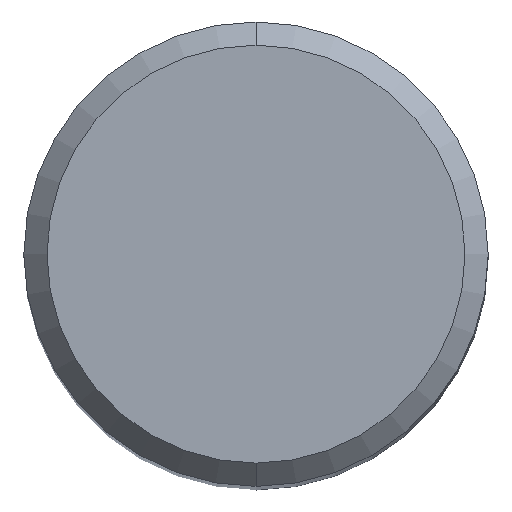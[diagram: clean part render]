
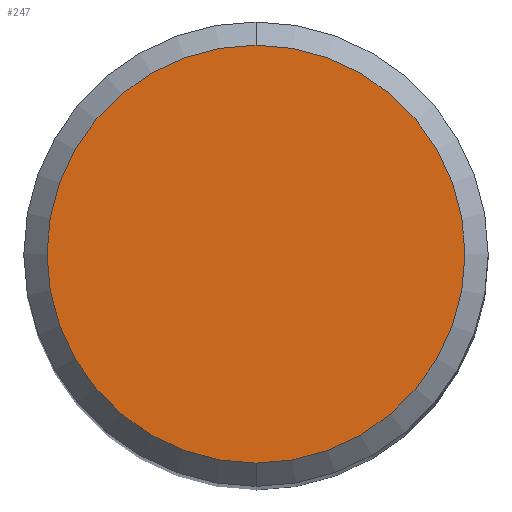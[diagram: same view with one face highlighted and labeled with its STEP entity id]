
A CAD part, top view. The second image highlights one B-rep face of the part: STEP entity #247.
In plain terms, the highlighted planar face has unit normal (0, 0, 1).
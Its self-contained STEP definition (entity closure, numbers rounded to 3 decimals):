
#209=VERTEX_POINT('',#568);
#247=ADVANCED_FACE('',(#608),#609,.T.);
#257=EDGE_CURVE('',#511,#209,#619,.T.);
#367=EDGE_CURVE('',#209,#511,#747,.T.);
#511=VERTEX_POINT('',#903);
#568=CARTESIAN_POINT('',(0.,-3.6,0.0));
#608=FACE_OUTER_BOUND('',#1028,.T.);
#609=PLANE('',#1029);
#619=CIRCLE('',#1044,3.6);
#747=CIRCLE('',#1321,3.6);
#903=CARTESIAN_POINT('',(0.0,3.6,0.0));
#1028=EDGE_LOOP('',(#1716,#1717));
#1029=AXIS2_PLACEMENT_3D('',#1718,#1719,#1720);
#1044=AXIS2_PLACEMENT_3D('',#1723,#1724,#1725);
#1321=AXIS2_PLACEMENT_3D('',#1912,#1913,#1914);
#1716=ORIENTED_EDGE('',*,*,#257,.F.);
#1717=ORIENTED_EDGE('',*,*,#367,.F.);
#1718=CARTESIAN_POINT('',(0.0,1.8,0.0));
#1719=DIRECTION('',(-0.0,0.0,1.0));
#1720=DIRECTION('',(0.0,-1.0,0.0));
#1723=CARTESIAN_POINT('',(0.0,0.0,0.0));
#1724=DIRECTION('',(0.0,0.0,-1.0));
#1725=DIRECTION('',(0.0,1.0,0.0));
#1912=CARTESIAN_POINT('',(0.0,0.0,0.0));
#1913=DIRECTION('',(0.0,0.0,-1.0));
#1914=DIRECTION('',(0.0,1.0,0.0));
